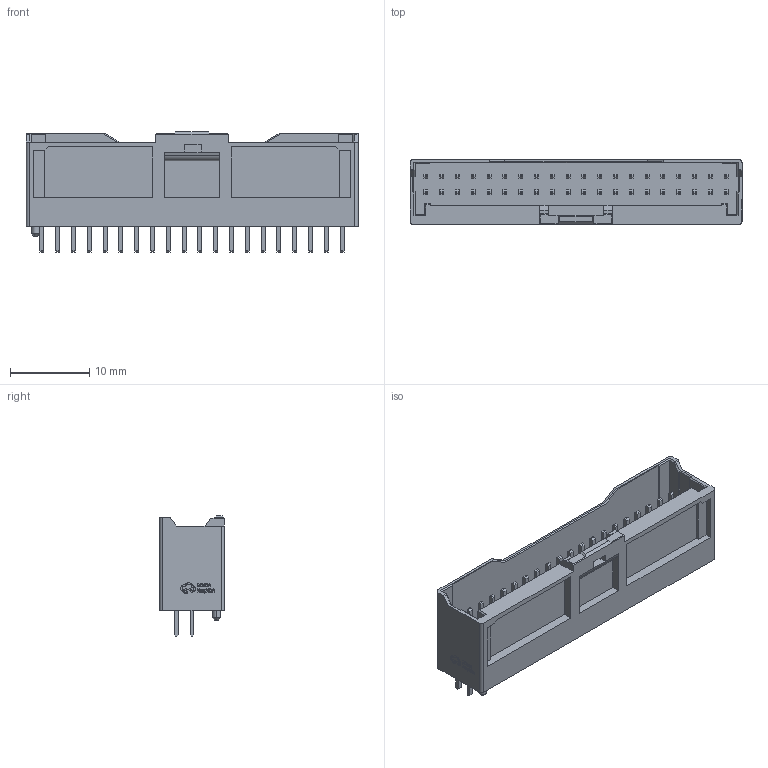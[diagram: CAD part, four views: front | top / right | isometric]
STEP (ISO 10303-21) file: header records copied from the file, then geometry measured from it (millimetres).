
FILE_DESCRIPTION (( 'STEP AP214' ), '1' );
FILE_NAME ('CONN-TH_5016454020.step', '2022-08-03T17:19:24', ( '' ), ( '' ), 'SwSTEP 2.0', 'SolidWorks 2020', '' );
FILE_SCHEMA (( 'AUTOMOTIVE_DESIGN' ));
Length unit declared in the file: millimetre
Products named in the file (1): CONN-TH_5016454020
Bounding box: 42 x 8.2 x 15.2 mm (x, y, z)
Volume: 1948.3 mm3; surface area: 3342.3 mm2
Topology: 14 solids, 14 shells, 1006 faces, 2619 edges, 1738 vertices
Faces by surface type: plane 879, bspline 114, cylinder 9, cone 4
Entity records: 40569 total; most frequent: CARTESIAN_POINT 7726, ORIENTED_EDGE 5238, DIRECTION 4195, EDGE_CURVE 2619, VECTOR 2365, LINE 2365, VERTEX_POINT 1738, EDGE_LOOP 1117
